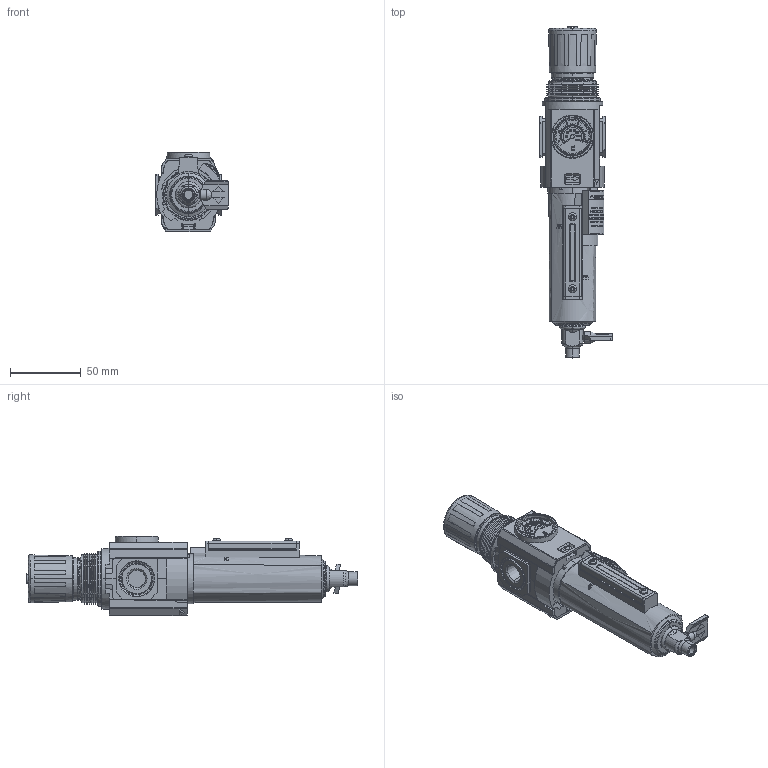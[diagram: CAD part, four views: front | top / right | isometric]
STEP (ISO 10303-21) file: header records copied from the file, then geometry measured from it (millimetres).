
FILE_DESCRIPTION (( 'STEP AP203' ), '1' );
FILE_NAME ('B82G-2AK-QD3-RMG.step', '2021-09-07T17:39:04', ( '' ), ( '' ), 'SwSTEP 2.0', 'SolidWorks 2021', '' );
FILE_SCHEMA (( 'CONFIG_CONTROL_DESIGN' ));
Products named in the file (1): B82G-2AK-QD3-RMG
Bounding box: 51.48 x 235.13 x 56 mm (x, y, z)
Volume: 280142 mm3; surface area: 75365.4 mm2
Topology: 8 solids, 8 shells, 2663 faces, 7305 edges, 4809 vertices
Faces by surface type: cylinder 1243, plane 1028, bspline 211, cone 177, torus 4
Entity records: 93160 total; most frequent: CARTESIAN_POINT 26281, ORIENTED_EDGE 14606, DIRECTION 13642, EDGE_CURVE 7303, AXIS2_PLACEMENT_3D 5065, VERTEX_POINT 4809, VECTOR 3512, LINE 3512
